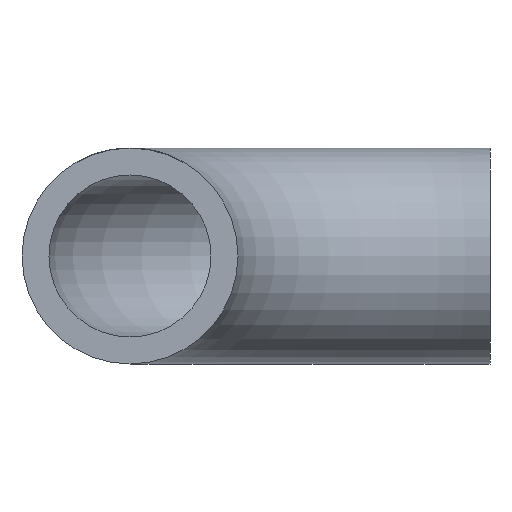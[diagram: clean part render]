
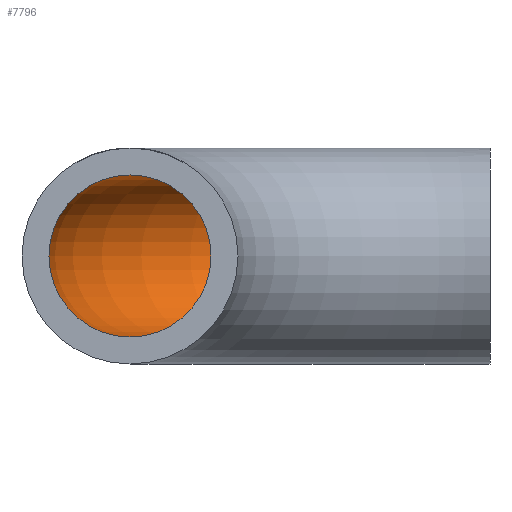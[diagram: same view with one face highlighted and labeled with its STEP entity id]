
A CAD part, front view. The second image highlights one B-rep face of the part: STEP entity #7796.
In plain terms, the highlighted toroidal (fillet/blend) face has major radius 20 mm and minor radius 4.5 mm.
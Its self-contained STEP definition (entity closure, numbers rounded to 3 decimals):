
#843 = VERTEX_POINT ( 'NONE', #8507 ) ;
#973 = FACE_OUTER_BOUND ( 'NONE', #8402, .T. ) ;
#1153 = CIRCLE ( 'NONE', #8561, 4.5 ) ;
#1691 = DIRECTION ( 'NONE',  ( 0., 1., 0. ) ) ;
#3052 = TOROIDAL_SURFACE ( 'NONE', #4428, 20., 4.5 ) ;
#3159 = DIRECTION ( 'NONE',  ( 0., 1., 0. ) ) ;
#3302 = ORIENTED_EDGE ( 'NONE', *, *, #3899, .T. ) ;
#3848 = CARTESIAN_POINT ( 'NONE',  ( 0., 0., 0. ) ) ;
#3899 = EDGE_CURVE ( 'NONE', #7103, #7103, #1153, .T. ) ;
#3948 = EDGE_CURVE ( 'NONE', #843, #843, #4057, .T. ) ;
#4057 = CIRCLE ( 'NONE', #8000, 4.5 ) ;
#4428 = AXIS2_PLACEMENT_3D ( 'NONE', #3848, #7184, #4507 ) ;
#4507 = DIRECTION ( 'NONE',  ( -1., 0., 0. ) ) ;
#5664 = CARTESIAN_POINT ( 'NONE',  ( 0., 24.5, 0. ) ) ;
#6158 = ORIENTED_EDGE ( 'NONE', *, *, #3948, .F. ) ;
#6375 = DIRECTION ( 'NONE',  ( 1., 0., 0. ) ) ;
#6438 = CARTESIAN_POINT ( 'NONE',  ( -20., 0., 0. ) ) ;
#6656 = EDGE_LOOP ( 'NONE', ( #6158 ) ) ;
#7103 = VERTEX_POINT ( 'NONE', #5664 ) ;
#7116 = CARTESIAN_POINT ( 'NONE',  ( 0., 20., 0. ) ) ;
#7184 = DIRECTION ( 'NONE',  ( 0., 0., -1. ) ) ;
#7796 = ADVANCED_FACE ( 'NONE', ( #973, #8354 ), #3052, .F. ) ;
#8000 = AXIS2_PLACEMENT_3D ( 'NONE', #6438, #1691, #8414 ) ;
#8354 = FACE_OUTER_BOUND ( 'NONE', #6656, .T. ) ;
#8402 = EDGE_LOOP ( 'NONE', ( #3302 ) ) ;
#8414 = DIRECTION ( 'NONE',  ( 0., 0., 1. ) ) ;
#8507 = CARTESIAN_POINT ( 'NONE',  ( -20., 0., 4.5 ) ) ;
#8561 = AXIS2_PLACEMENT_3D ( 'NONE', #7116, #6375, #3159 ) ;
